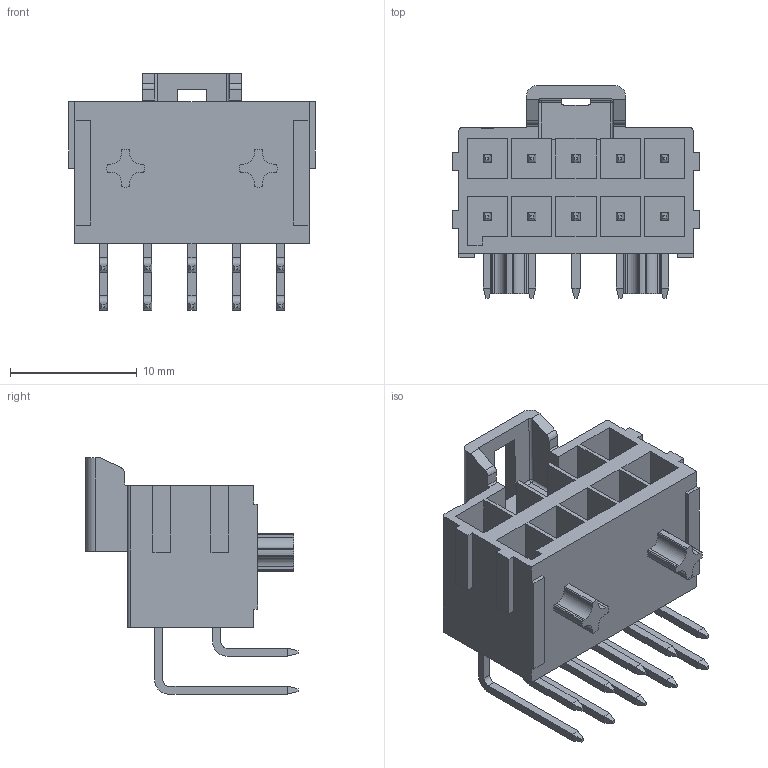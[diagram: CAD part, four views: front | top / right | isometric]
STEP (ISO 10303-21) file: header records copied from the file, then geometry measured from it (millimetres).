
FILE_DESCRIPTION((''),'2;1');
FILE_NAME('1723161210','2016-09-28T',('gsharma'),(''),'PRO/ENGINEER BY PARAMETRIC TECHNOLOGY CORPORATION, 2012310','PRO/ENGINEER BY PARAMETRIC TECHNOLOGY CORPORATION, 2012310','');
FILE_SCHEMA(('CONFIG_CONTROL_DESIGN'));
Length unit declared in the file: millimetre
Products named in the file (1): 1723161210
Bounding box: 19.5 x 16.76 x 18.68 mm (x, y, z)
Volume: 1367.6 mm3; surface area: 2843.7 mm2
Topology: 1 solids, 1 shells, 622 faces, 1714 edges, 1122 vertices
Faces by surface type: plane 440, cylinder 180, sphere 2
Entity records: 19659 total; most frequent: CARTESIAN_POINT 3447, ORIENTED_EDGE 3380, DIRECTION 3338, EDGE_CURVE 1690, VECTOR 1328, LINE 1328, VERTEX_POINT 1098, AXIS2_PLACEMENT_3D 1005
